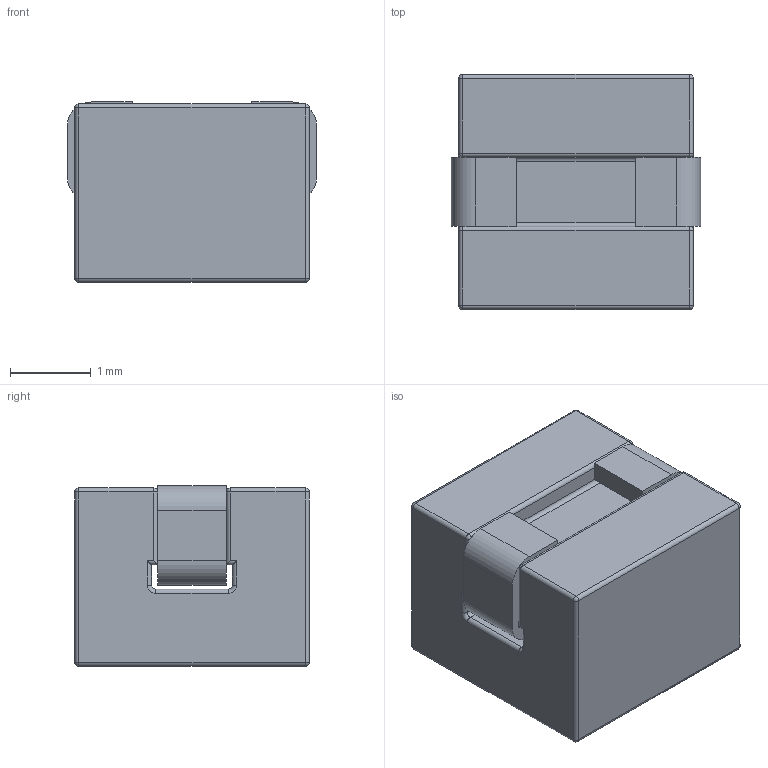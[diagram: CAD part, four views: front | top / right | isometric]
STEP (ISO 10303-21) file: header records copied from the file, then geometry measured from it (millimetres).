
FILE_DESCRIPTION(/* description */ ('Unknown'),/* implementation_level */ '2;1');
FILE_NAME(/* name */ '7427933',/* time_stamp */ '2018-09-10T09:56:15+08:00',/* author */ ('Unknown'),/* organization */ ('Unknown'),/* preprocessor_version */ 'ST-DEVELOPER v16.7',/* originating_system */ 'DEX',/* authorisation */ $);
FILE_SCHEMA (('AUTOMOTIVE_DESIGN {1 0 10303 214 3 1 1}'));
Length unit declared in the file: millimetre
Products named in the file (3): 7427933; Body; Pin
Assembly tree (2 placements, depth 2):
  7427933
    Body
    Pin
Bounding box: 3.08 x 2.9 x 2.23 mm (x, y, z)
Volume: 18 mm3; surface area: 62.3 mm2
Topology: 2 solids, 2 shells, 104 faces, 254 edges, 140 vertices
Faces by surface type: cylinder 50, plane 30, sphere 12, torus 12
Entity records: 3002 total; most frequent: DIRECTION 556, CARTESIAN_POINT 501, ORIENTED_EDGE 484, EDGE_CURVE 242, AXIS2_PLACEMENT_3D 211, VERTEX_POINT 140, LINE 134, VECTOR 134
